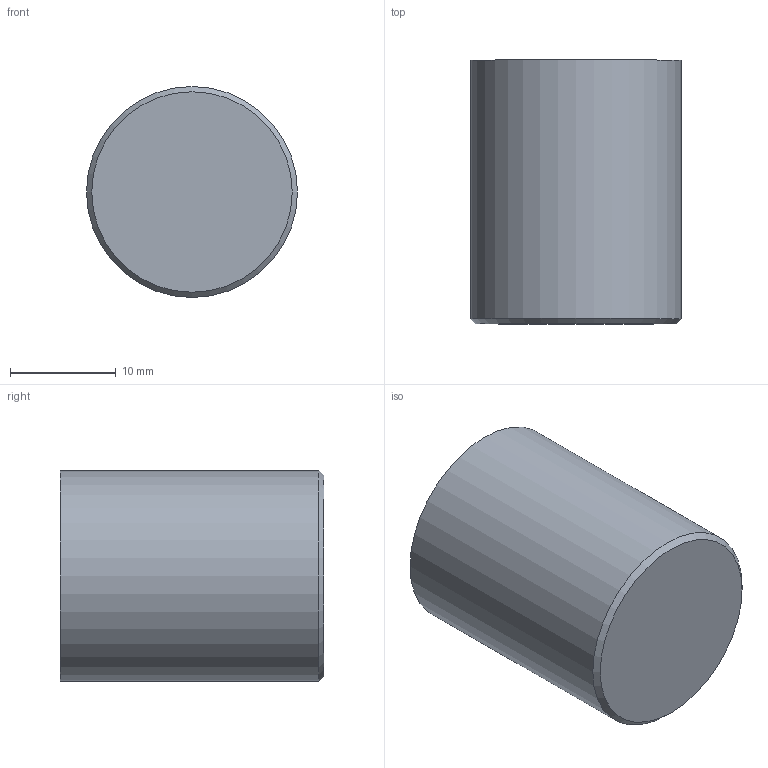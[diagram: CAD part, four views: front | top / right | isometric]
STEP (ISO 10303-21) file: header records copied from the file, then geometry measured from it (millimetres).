
FILE_DESCRIPTION(/* description */ (''),/* implementation_level */ '2;1');
FILE_NAME(/* name */ 'GM17306 -.stp',/* time_stamp */ '2019-09-30T11:41:44+02:00',/* author */ ('PV'),/* organization */ (''),/* preprocessor_version */ 'ST-DEVELOPER v17.2',/* originating_system */ 'Autodesk Inventor 2019',/* authorisation */ '');
FILE_SCHEMA (('AUTOMOTIVE_DESIGN { 1 0 10303 214 3 1 1 }'));
Length unit declared in the file: millimetre
Products named in the file (5): GM17306; E0121412; E0121413; E0121414; E0121415
Assembly tree (5 placements, depth 2):
  GM17306
    E0121412
    E0121413
    E0121414  x2
    E0121415
Bounding box: 20 x 25 x 20 mm (x, y, z)
Volume: 7843.9 mm3; surface area: 8024.9 mm2
Topology: 5 solids, 5 shells, 62 faces, 154 edges, 104 vertices
Faces by surface type: plane 38, bspline 16, cylinder 7, cone 1
Full cylindrical faces by diameter (mm): 17.6 x2, 20 x1
Entity records: 2103 total; most frequent: CARTESIAN_POINT 572, ORIENTED_EDGE 296, DIRECTION 238, EDGE_CURVE 148, VERTEX_POINT 100, LINE 98, VECTOR 98, AXIS2_PLACEMENT_3D 70
